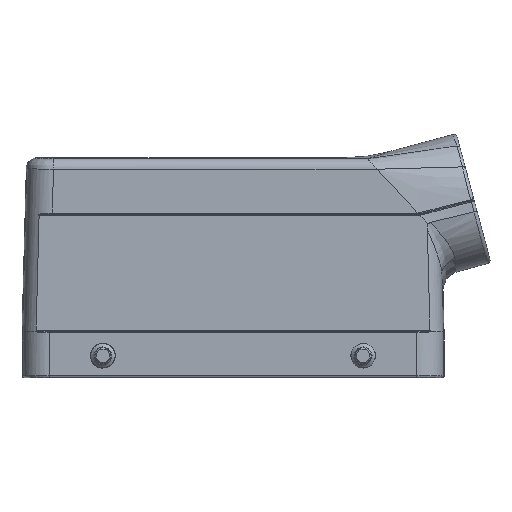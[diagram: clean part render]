
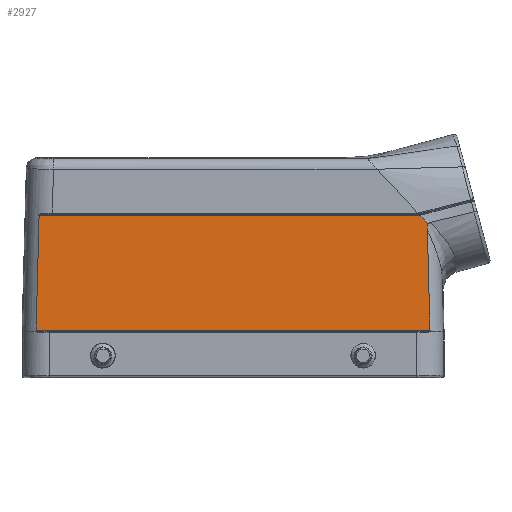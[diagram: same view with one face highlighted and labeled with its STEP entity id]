
A CAD part, front view. The second image highlights one B-rep face of the part: STEP entity #2927.
In plain terms, the highlighted planar face has unit normal (0, -1, 0.015).
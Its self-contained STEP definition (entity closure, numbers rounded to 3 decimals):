
#2598=FACE_OUTER_BOUND('',#3758,.T.);
#2927=ADVANCED_FACE('',(#2598),#3311,.T.);
#3311=PLANE('',#12038);
#3758=EDGE_LOOP('',(#4361,#4362,#4363,#4364,#4365,#4366,#4367,#4368,#4369,
#4370));
#4361=ORIENTED_EDGE('',*,*,#6630,.T.);
#4362=ORIENTED_EDGE('',*,*,#6631,.T.);
#4363=ORIENTED_EDGE('',*,*,#6632,.T.);
#4364=ORIENTED_EDGE('',*,*,#6633,.F.);
#4365=ORIENTED_EDGE('',*,*,#6634,.T.);
#4366=ORIENTED_EDGE('',*,*,#6635,.T.);
#4367=ORIENTED_EDGE('',*,*,#6636,.T.);
#4368=ORIENTED_EDGE('',*,*,#6637,.F.);
#4369=ORIENTED_EDGE('',*,*,#6638,.T.);
#4370=ORIENTED_EDGE('',*,*,#6639,.T.);
#6077=VERTEX_POINT('',#16162);
#6078=VERTEX_POINT('',#16163);
#6079=VERTEX_POINT('',#16165);
#6080=VERTEX_POINT('',#16179);
#6081=VERTEX_POINT('',#16181);
#6082=VERTEX_POINT('',#16192);
#6083=VERTEX_POINT('',#16194);
#6084=VERTEX_POINT('',#16202);
#6085=VERTEX_POINT('',#16204);
#6086=VERTEX_POINT('',#16209);
#6630=EDGE_CURVE('',#6077,#6078,#7860,.T.);
#6631=EDGE_CURVE('',#6078,#6079,#9523,.T.);
#6632=EDGE_CURVE('',#6079,#6080,#7861,.T.);
#6633=EDGE_CURVE('',#6081,#6080,#9524,.T.);
#6634=EDGE_CURVE('',#6081,#6082,#7862,.T.);
#6635=EDGE_CURVE('',#6082,#6083,#9525,.T.);
#6636=EDGE_CURVE('',#6083,#6084,#7863,.T.);
#6637=EDGE_CURVE('',#6085,#6084,#9526,.T.);
#6638=EDGE_CURVE('',#6085,#6086,#7864,.T.);
#6639=EDGE_CURVE('',#6086,#6077,#7865,.T.);
#7860=B_SPLINE_CURVE_WITH_KNOTS('',3,(#16158,#16159,#16160,#16161),
 .UNSPECIFIED.,.F.,.F.,(4,4),(0.,1.),.UNSPECIFIED.);
#7861=B_SPLINE_CURVE_WITH_KNOTS('',3,(#16166,#16167,#16168,#16169,#16170,
#16171,#16172,#16173,#16174,#16175,#16176,#16177,#16178),.UNSPECIFIED.,
 .F.,.F.,(4,3,3,3,4),(0.,0.015,0.145,0.533,
1.),.UNSPECIFIED.);
#7862=B_SPLINE_CURVE_WITH_KNOTS('',3,(#16182,#16183,#16184,#16185,#16186,
#16187,#16188,#16189,#16190,#16191),.UNSPECIFIED.,.F.,.F.,(4,3,3,4),(0.,
0.827,0.966,1.),.UNSPECIFIED.);
#7863=B_SPLINE_CURVE_WITH_KNOTS('',3,(#16195,#16196,#16197,#16198,#16199,
#16200,#16201),.UNSPECIFIED.,.F.,.F.,(4,3,4),(0.,0.034,1.),
 .UNSPECIFIED.);
#7864=B_SPLINE_CURVE_WITH_KNOTS('',3,(#16205,#16206,#16207,#16208),
 .UNSPECIFIED.,.F.,.F.,(4,4),(0.,1.),.UNSPECIFIED.);
#7865=B_SPLINE_CURVE_WITH_KNOTS('',3,(#16210,#16211,#16212,#16213),
 .UNSPECIFIED.,.F.,.F.,(4,4),(0.,1.),.UNSPECIFIED.);
#9523=LINE('',#16164,#10069);
#9524=LINE('',#16180,#10070);
#9525=LINE('',#16193,#10071);
#9526=LINE('',#16203,#10072);
#10069=VECTOR('',#12781,1.);
#10070=VECTOR('',#12782,1.);
#10071=VECTOR('',#12783,1.);
#10072=VECTOR('',#12784,1.);
#12038=AXIS2_PLACEMENT_3D('',#16214,#12785,#12786);
#12781=DIRECTION('',(-1.,0.,0.));
#12782=DIRECTION('',(0.026,0.015,1.));
#12783=DIRECTION('',(1.,0.,0.));
#12784=DIRECTION('',(0.026,-0.015,-1.));
#12785=DIRECTION('',(0.,-1.,0.015));
#12786=DIRECTION('',(0.,0.015,1.));
#16158=CARTESIAN_POINT('',(55.198,-20.032,34.709));
#16159=CARTESIAN_POINT('',(54.511,-20.021,35.45));
#16160=CARTESIAN_POINT('',(53.825,-20.01,36.191));
#16161=CARTESIAN_POINT('',(53.139,-19.999,36.933));
#16162=CARTESIAN_POINT('',(55.198,-20.032,34.709));
#16163=CARTESIAN_POINT('',(53.139,-19.999,36.933));
#16164=CARTESIAN_POINT('',(-55.134,-19.999,36.919));
#16165=CARTESIAN_POINT('',(-55.059,-19.999,36.919));
#16166=CARTESIAN_POINT('',(-55.059,-19.999,36.919));
#16167=CARTESIAN_POINT('',(-55.06,-19.999,36.918));
#16168=CARTESIAN_POINT('',(-55.061,-19.999,36.917));
#16169=CARTESIAN_POINT('',(-55.062,-19.999,36.916));
#16170=CARTESIAN_POINT('',(-55.069,-19.999,36.909));
#16171=CARTESIAN_POINT('',(-55.076,-19.999,36.901));
#16172=CARTESIAN_POINT('',(-55.082,-19.999,36.893));
#16173=CARTESIAN_POINT('',(-55.101,-20.,36.87));
#16174=CARTESIAN_POINT('',(-55.116,-20.,36.842));
#16175=CARTESIAN_POINT('',(-55.126,-20.,36.814));
#16176=CARTESIAN_POINT('',(-55.139,-20.001,36.78));
#16177=CARTESIAN_POINT('',(-55.145,-20.002,36.743));
#16178=CARTESIAN_POINT('',(-55.146,-20.002,36.707));
#16179=CARTESIAN_POINT('',(-55.146,-20.002,36.707));
#16180=CARTESIAN_POINT('',(-54.718,-19.752,53.198));
#16181=CARTESIAN_POINT('',(-55.984,-20.492,4.357));
#16182=CARTESIAN_POINT('',(-55.984,-20.492,4.357));
#16183=CARTESIAN_POINT('',(-55.973,-20.493,4.332));
#16184=CARTESIAN_POINT('',(-55.957,-20.493,4.308));
#16185=CARTESIAN_POINT('',(-55.938,-20.493,4.287));
#16186=CARTESIAN_POINT('',(-55.935,-20.493,4.284));
#16187=CARTESIAN_POINT('',(-55.932,-20.493,4.28));
#16188=CARTESIAN_POINT('',(-55.928,-20.493,4.277));
#16189=CARTESIAN_POINT('',(-55.928,-20.494,4.276));
#16190=CARTESIAN_POINT('',(-55.927,-20.494,4.275));
#16191=CARTESIAN_POINT('',(-55.926,-20.494,4.275));
#16192=CARTESIAN_POINT('',(-55.926,-20.494,4.275));
#16193=CARTESIAN_POINT('',(55.993,-20.494,4.275));
#16194=CARTESIAN_POINT('',(55.926,-20.494,4.275));
#16195=CARTESIAN_POINT('',(55.926,-20.494,4.275));
#16196=CARTESIAN_POINT('',(55.927,-20.494,4.275));
#16197=CARTESIAN_POINT('',(55.928,-20.494,4.276));
#16198=CARTESIAN_POINT('',(55.928,-20.493,4.277));
#16199=CARTESIAN_POINT('',(55.952,-20.493,4.3));
#16200=CARTESIAN_POINT('',(55.971,-20.493,4.328));
#16201=CARTESIAN_POINT('',(55.984,-20.492,4.357));
#16202=CARTESIAN_POINT('',(55.984,-20.492,4.357));
#16203=CARTESIAN_POINT('',(55.31,-20.098,30.357));
#16204=CARTESIAN_POINT('',(55.245,-20.06,32.868));
#16205=CARTESIAN_POINT('',(55.245,-20.06,32.868));
#16206=CARTESIAN_POINT('',(55.231,-20.052,33.413));
#16207=CARTESIAN_POINT('',(55.249,-20.044,33.955));
#16208=CARTESIAN_POINT('',(55.407,-20.036,34.482));
#16209=CARTESIAN_POINT('',(55.407,-20.036,34.482));
#16210=CARTESIAN_POINT('',(55.407,-20.036,34.482));
#16211=CARTESIAN_POINT('',(55.337,-20.035,34.558));
#16212=CARTESIAN_POINT('',(55.267,-20.034,34.633));
#16213=CARTESIAN_POINT('',(55.198,-20.032,34.709));
#16214=CARTESIAN_POINT('',(-64.25,-19.995,37.174));
